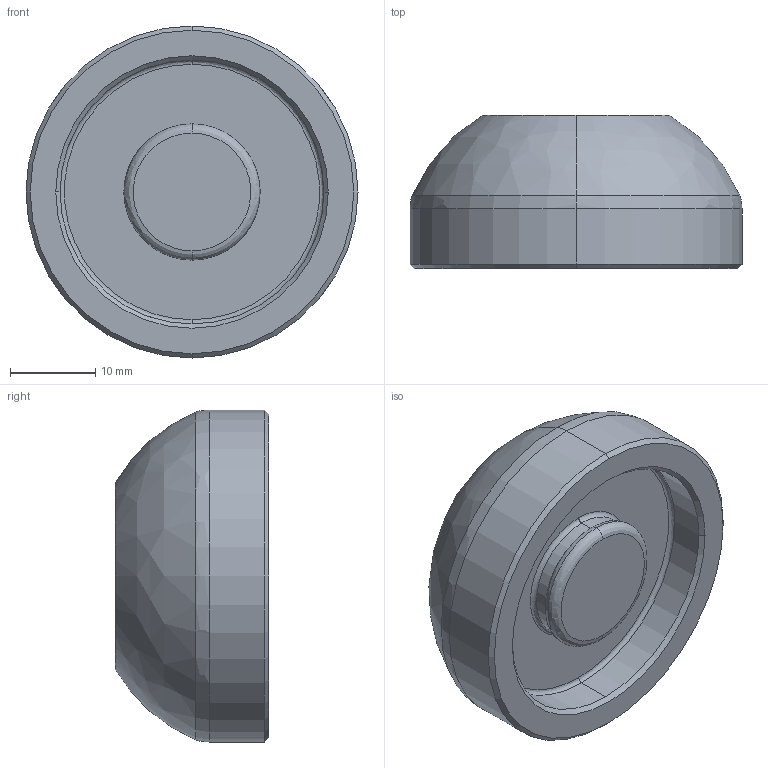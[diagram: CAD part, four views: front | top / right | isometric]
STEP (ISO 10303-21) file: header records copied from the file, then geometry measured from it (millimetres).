
FILE_DESCRIPTION (( 'STEP AP214' ), '1' );
FILE_NAME ('7410057', '2019-01-30T09:23:56', ( '' ), ('JUGARD+KÜNSTNER GmbH'), 'SwSTEP 2.0', 'SolidWorks 2017', '' );
FILE_SCHEMA (( 'AUTOMOTIVE_DESIGN' ));
Length unit declared in the file: millimetre
Products named in the file (1): 7410057
Bounding box: 39 x 18 x 39 mm (x, y, z)
Volume: 12574.4 mm3; surface area: 4891 mm2
Topology: 1 solids, 1 shells, 37 faces, 73 edges, 42 vertices
Faces by surface type: bspline 16, cylinder 10, cone 6, plane 5
Entity records: 1798 total; most frequent: CARTESIAN_POINT 1049, DIRECTION 154, ORIENTED_EDGE 146, EDGE_CURVE 73, AXIS2_PLACEMENT_3D 69, CIRCLE 47, VERTEX_POINT 42, EDGE_LOOP 41
